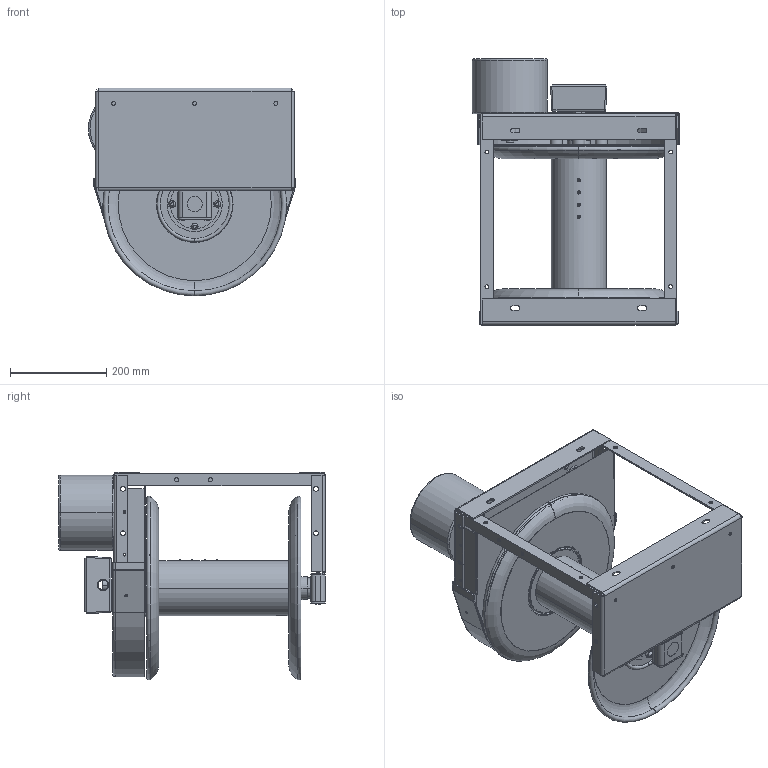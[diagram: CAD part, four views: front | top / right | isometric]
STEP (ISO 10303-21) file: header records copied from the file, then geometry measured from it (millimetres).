
FILE_DESCRIPTION((''),'2;1');
FILE_NAME('ERWC-15-10','2007-11-19T',('cfeen'),(''),'PRO/ENGINEER BY PARAMETRIC TECHNOLOGY CORPORATION, 2005110','PRO/ENGINEER BY PARAMETRIC TECHNOLOGY CORPORATION, 2005110','');
FILE_SCHEMA(('CONFIG_CONTROL_DESIGN'));
Products named in the file (1): ERWC-15-10
Bounding box: 430.08 x 552.71 x 431.19 mm (x, y, z)
Volume: 5666164.9 mm3; surface area: 2267983.8 mm2
Topology: 3 solids, 11 shells, 2200 faces, 5747 edges, 3636 vertices
Faces by surface type: cylinder 960, plane 838, cone 252, torus 78, sphere 40, bspline 32
Entity records: 77385 total; most frequent: CARTESIAN_POINT 24166, ORIENTED_EDGE 11462, DIRECTION 10621, EDGE_CURVE 5731, AXIS2_PLACEMENT_3D 4077, VERTEX_POINT 3636, EDGE_LOOP 2513, VECTOR 2467
